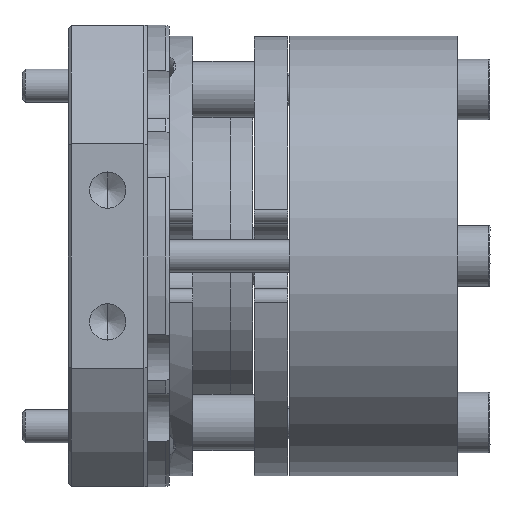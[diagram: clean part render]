
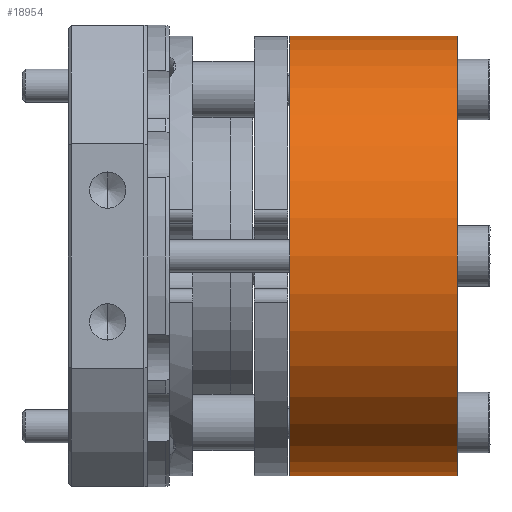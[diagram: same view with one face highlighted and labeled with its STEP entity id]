
A CAD part, left-side view. The second image highlights one B-rep face of the part: STEP entity #18954.
In plain terms, the highlighted cylindrical face has radius 20 mm (diameter 40 mm), a partial arc.
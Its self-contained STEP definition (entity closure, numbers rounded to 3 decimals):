
#368 = CARTESIAN_POINT ( 'NONE',  ( 0., -72.15, 0. ) ) ;
#455 = CARTESIAN_POINT ( 'NONE',  ( 0., -87.4, -20. ) ) ;
#684 = CARTESIAN_POINT ( 'NONE',  ( 0., -87.4, 20. ) ) ;
#802 = ORIENTED_EDGE ( 'NONE', *, *, #1305, .F. ) ;
#1032 = AXIS2_PLACEMENT_3D ( 'NONE', #6153, #6223, #12228 ) ;
#1043 = ORIENTED_EDGE ( 'NONE', *, *, #15260, .T. ) ;
#1305 = EDGE_CURVE ( 'NONE', #13191, #12736, #18238, .T. ) ;
#1436 = CARTESIAN_POINT ( 'NONE',  ( 0., -72.15, 0. ) ) ;
#1494 = CYLINDRICAL_SURFACE ( 'NONE', #2464, 20. ) ;
#2464 = AXIS2_PLACEMENT_3D ( 'NONE', #368, #3548, #4866 ) ;
#2752 = LINE ( 'NONE', #16373, #8797 ) ;
#2861 = DIRECTION ( 'NONE',  ( 0., -1., 0. ) ) ;
#3506 = EDGE_CURVE ( 'NONE', #13191, #4234, #17445, .T. ) ;
#3548 = DIRECTION ( 'NONE',  ( 0., -1., 0. ) ) ;
#3868 = EDGE_CURVE ( 'NONE', #12736, #6708, #2752, .T. ) ;
#4234 = VERTEX_POINT ( 'NONE', #455 ) ;
#4384 = ORIENTED_EDGE ( 'NONE', *, *, #3868, .F. ) ;
#4866 = DIRECTION ( 'NONE',  ( 0., 0., -1. ) ) ;
#5862 = DIRECTION ( 'NONE',  ( 0., 1., 0. ) ) ;
#6153 = CARTESIAN_POINT ( 'NONE',  ( 0., -87.4, 0. ) ) ;
#6223 = DIRECTION ( 'NONE',  ( 0., 1., 0. ) ) ;
#6708 = VERTEX_POINT ( 'NONE', #684 ) ;
#8797 = VECTOR ( 'NONE', #2861, 1000. ) ;
#9655 = AXIS2_PLACEMENT_3D ( 'NONE', #1436, #5862, #16119 ) ;
#10466 = VECTOR ( 'NONE', #15090, 1000. ) ;
#12138 = ORIENTED_EDGE ( 'NONE', *, *, #3506, .T. ) ;
#12228 = DIRECTION ( 'NONE',  ( 0., 0., -1. ) ) ;
#12736 = VERTEX_POINT ( 'NONE', #18537 ) ;
#13191 = VERTEX_POINT ( 'NONE', #14128 ) ;
#13595 = CARTESIAN_POINT ( 'NONE',  ( 0., -72.15, -20. ) ) ;
#14128 = CARTESIAN_POINT ( 'NONE',  ( 0., -72.15, -20. ) ) ;
#15090 = DIRECTION ( 'NONE',  ( 0., -1., 0. ) ) ;
#15260 = EDGE_CURVE ( 'NONE', #4234, #6708, #16912, .T. ) ;
#15899 = FACE_OUTER_BOUND ( 'NONE', #18301, .T. ) ;
#16119 = DIRECTION ( 'NONE',  ( 0., 0., -1. ) ) ;
#16373 = CARTESIAN_POINT ( 'NONE',  ( 0., -72.15, 20. ) ) ;
#16912 = CIRCLE ( 'NONE', #1032, 20. ) ;
#17445 = LINE ( 'NONE', #13595, #10466 ) ;
#18238 = CIRCLE ( 'NONE', #9655, 20. ) ;
#18301 = EDGE_LOOP ( 'NONE', ( #4384, #802, #12138, #1043 ) ) ;
#18537 = CARTESIAN_POINT ( 'NONE',  ( 0., -72.15, 20. ) ) ;
#18954 = ADVANCED_FACE ( 'NONE', ( #15899 ), #1494, .T. ) ;
